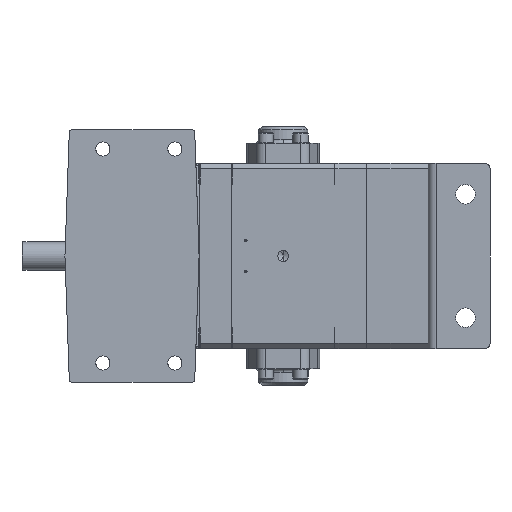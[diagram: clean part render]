
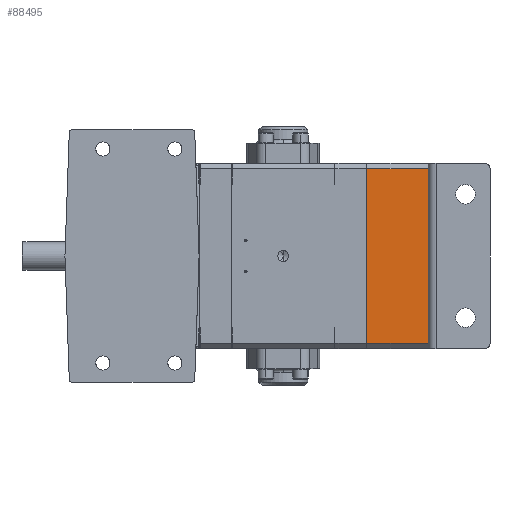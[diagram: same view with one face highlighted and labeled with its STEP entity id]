
A CAD part, front view. The second image highlights one B-rep face of the part: STEP entity #88495.
In plain terms, the highlighted planar face has unit normal (0, -1, 0).
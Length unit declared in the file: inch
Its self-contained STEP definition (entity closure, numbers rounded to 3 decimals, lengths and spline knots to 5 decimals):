
#185 = VECTOR ( 'NONE', #36869, 39.37008 ) ;
#5832 = EDGE_CURVE ( 'Defeatured_0_669+Defeatured_0_854+Defeatured_0_668+Defeatured_0_670', #36438, #78955, #43625, .T. ) ;
#6632 = ORIENTED_EDGE ( 'NONE', *, *, #10516, .F. ) ;
#7312 = CARTESIAN_POINT ( 'NONE',  ( 8.116, -6., 4.25 ) ) ;
#8127 = VERTEX_POINT ( 'NONE', #118704 ) ;
#9131 = LINE ( 'NONE', #41978, #66774 ) ;
#10516 = EDGE_CURVE ( 'Defeatured_0_1612+Defeatured_0_854+Defeatured_0_847+Defeatured_0_853', #105612, #77120, #43408, .T. ) ;
#20277 = LINE ( 'NONE', #103346, #75012 ) ;
#21757 = VERTEX_POINT ( 'NONE', #116510 ) ;
#23845 = DIRECTION ( 'NONE',  ( 1., 0., 0. ) ) ;
#26806 = CARTESIAN_POINT ( 'NONE',  ( 11.191, -6., 4.54 ) ) ;
#31207 = CARTESIAN_POINT ( 'NONE',  ( 11.101, -6., 4.25 ) ) ;
#31440 = LINE ( 'NONE', #114788, #70316 ) ;
#31839 = CARTESIAN_POINT ( 'NONE',  ( 8.116, -6., -3.47948 ) ) ;
#36438 = VERTEX_POINT ( 'NONE', #31207 ) ;
#36869 = DIRECTION ( 'NONE',  ( 0., 0., 1. ) ) ;
#37312 = ORIENTED_EDGE ( 'NONE', *, *, #90444, .F. ) ;
#38920 = LINE ( 'NONE', #31839, #118046 ) ;
#41978 = CARTESIAN_POINT ( 'NONE',  ( 8.116, -6., 4.54 ) ) ;
#43408 = LINE ( 'NONE', #81867, #185 ) ;
#43625 = LINE ( 'NONE', #116909, #59440 ) ;
#44770 = VERTEX_POINT ( 'NONE', #7312 ) ;
#45348 = DIRECTION ( 'NONE',  ( 0., 1., 0. ) ) ;
#48072 = LINE ( 'NONE', #115567, #88348 ) ;
#50014 = CARTESIAN_POINT ( 'NONE',  ( 11.101, -6., -4.25 ) ) ;
#52386 = AXIS2_PLACEMENT_3D ( 'NONE', #26806, #45348, #64295 ) ;
#54211 = ORIENTED_EDGE ( 'NONE', *, *, #85257, .T. ) ;
#54295 = CARTESIAN_POINT ( 'NONE',  ( 8.116, -6., -4.25 ) ) ;
#54428 = ORIENTED_EDGE ( 'NONE', *, *, #84617, .T. ) ;
#57483 = ORIENTED_EDGE ( 'NONE', *, *, #5832, .F. ) ;
#57556 = VECTOR ( 'NONE', #78621, 39.37008 ) ;
#59406 = CARTESIAN_POINT ( 'NONE',  ( 8.103, -6., -3.47948 ) ) ;
#59440 = VECTOR ( 'NONE', #107617, 39.37008 ) ;
#59715 = DIRECTION ( 'NONE',  ( 0., 0., 1. ) ) ;
#64295 = DIRECTION ( 'NONE',  ( 0., 0., 1. ) ) ;
#64808 = LINE ( 'NONE', #96405, #57556 ) ;
#65788 = EDGE_LOOP ( 'NONE', ( #6632, #103182, #37312, #54428, #57483, #54211, #85213, #68826 ) ) ;
#66774 = VECTOR ( 'NONE', #105896, 39.37008 ) ;
#68826 = ORIENTED_EDGE ( 'NONE', *, *, #90481, .F. ) ;
#70316 = VECTOR ( 'NONE', #59715, 39.37008 ) ;
#75012 = VECTOR ( 'NONE', #112585, 39.37008 ) ;
#76872 = DIRECTION ( 'NONE',  ( -1., 0., 0. ) ) ;
#77120 = VERTEX_POINT ( 'NONE', #93847 ) ;
#78621 = DIRECTION ( 'NONE',  ( -1., 0., 0. ) ) ;
#78955 = VERTEX_POINT ( 'NONE', #50014 ) ;
#81867 = CARTESIAN_POINT ( 'NONE',  ( 8.103, -6., 4.54 ) ) ;
#83063 = FACE_OUTER_BOUND ( 'NONE', #65788, .T. ) ;
#84617 = EDGE_CURVE ( 'Defeatured_0_854+Defeatured_0_670+Defeatured_0_671+Defeatured_0_669', #87900, #78955, #20277, .T. ) ;
#85213 = ORIENTED_EDGE ( 'NONE', *, *, #102488, .F. ) ;
#85257 = EDGE_CURVE ( 'Defeatured_0_854+Defeatured_0_668+Defeatured_0_669+Defeatured_0_667', #36438, #44770, #64808, .T. ) ;
#87900 = VERTEX_POINT ( 'NONE', #54295 ) ;
#88348 = VECTOR ( 'NONE', #23845, 39.37008 ) ;
#88495 = ADVANCED_FACE ( 'Defeatured_0_854', ( #83063 ), #107675, .F. ) ;
#90444 = EDGE_CURVE ( 'Defeatured_0_671+Defeatured_0_854+Defeatured_0_670+Defeatured_0_847', #87900, #21757, #9131, .T. ) ;
#90481 = EDGE_CURVE ( 'Defeatured_0_853+Defeatured_0_854+Defeatured_0_1612+Defeatured_0_667', #77120, #8127, #48072, .T. ) ;
#91550 = EDGE_CURVE ( 'Defeatured_0_847+Defeatured_0_854+Defeatured_0_671+Defeatured_0_1612', #21757, #105612, #38920, .T. ) ;
#93847 = CARTESIAN_POINT ( 'NONE',  ( 8.103, -6., 3.47948 ) ) ;
#96405 = CARTESIAN_POINT ( 'NONE',  ( 8.101, -6., 4.25 ) ) ;
#102488 = EDGE_CURVE ( 'Defeatured_0_667+Defeatured_0_854+Defeatured_0_853+Defeatured_0_668', #8127, #44770, #31440, .T. ) ;
#103182 = ORIENTED_EDGE ( 'NONE', *, *, #91550, .F. ) ;
#103346 = CARTESIAN_POINT ( 'NONE',  ( 11.191, -6., -4.25 ) ) ;
#105612 = VERTEX_POINT ( 'NONE', #59406 ) ;
#105896 = DIRECTION ( 'NONE',  ( 0., 0., 1. ) ) ;
#107617 = DIRECTION ( 'NONE',  ( 0., 0., -1. ) ) ;
#107675 = PLANE ( 'NONE',  #52386 ) ;
#112585 = DIRECTION ( 'NONE',  ( 1., 0., 0. ) ) ;
#114788 = CARTESIAN_POINT ( 'NONE',  ( 8.116, -6., 4.54 ) ) ;
#115567 = CARTESIAN_POINT ( 'NONE',  ( 8.116, -6., 3.47948 ) ) ;
#116510 = CARTESIAN_POINT ( 'NONE',  ( 8.116, -6., -3.47948 ) ) ;
#116909 = CARTESIAN_POINT ( 'NONE',  ( 11.101, -6., -4.25 ) ) ;
#118046 = VECTOR ( 'NONE', #76872, 39.37008 ) ;
#118704 = CARTESIAN_POINT ( 'NONE',  ( 8.116, -6., 3.47948 ) ) ;
